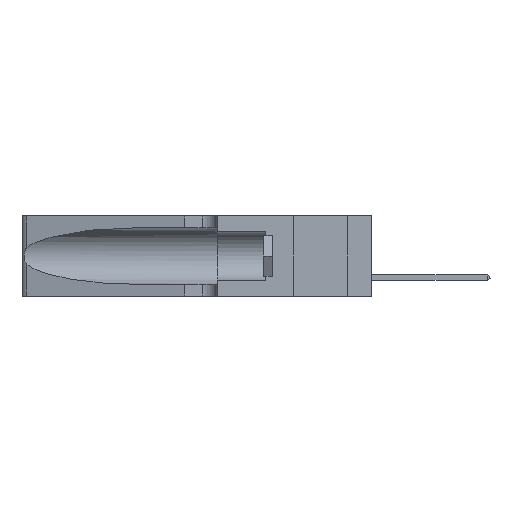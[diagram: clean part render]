
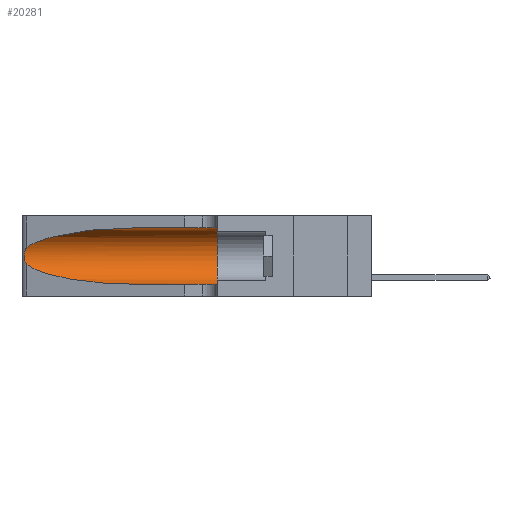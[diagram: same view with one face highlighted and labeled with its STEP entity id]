
A CAD part, left-side view. The second image highlights one B-rep face of the part: STEP entity #20281.
In plain terms, the highlighted cylindrical face has radius 3.308 mm (diameter 6.617 mm), a partial arc.
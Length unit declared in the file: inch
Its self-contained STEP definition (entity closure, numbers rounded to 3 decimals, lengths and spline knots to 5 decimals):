
#199 = CARTESIAN_POINT ( 'NONE',  ( 0.25487, 1.22718, 0.22369 ) ) ;
#1012 = VERTEX_POINT ( 'NONE', #1747 ) ;
#1097 = VERTEX_POINT ( 'NONE', #10899 ) ;
#1747 = CARTESIAN_POINT ( 'NONE',  ( 0.1305, 0.35, 0.05475 ) ) ;
#1956 = CARTESIAN_POINT ( 'NONE',  ( 0.26075, 1.23896, 0.178 ) ) ;
#2052 = CARTESIAN_POINT ( 'NONE',  ( 0.25854, 1.2359, 0.20912 ) ) ;
#2691 = CARTESIAN_POINT ( 'NONE',  ( 0.25856, 1.23593, 0.16098 ) ) ;
#3733 = CARTESIAN_POINT ( 'NONE',  ( 0.1305, 0.72297, 0.31525 ) ) ;
#3810 = ORIENTED_EDGE ( 'NONE', *, *, #15642, .T. ) ;
#3928 = DIRECTION ( 'NONE',  ( 0., -1., 0. ) ) ;
#4047 = ORIENTED_EDGE ( 'NONE', *, *, #11155, .T. ) ;
#4600 = LINE ( 'NONE', #6542, #12075 ) ;
#4615 = CARTESIAN_POINT ( 'NONE',  ( 0.25555, 1.22993, 0.14849 ) ) ;
#4630 = EDGE_CURVE ( 'NONE', #6744, #24219, #22781, .T. ) ;
#4801 = CARTESIAN_POINT ( 'NONE',  ( 0.2373, 1.15595, 0.08982 ) ) ;
#4896 = CARTESIAN_POINT ( 'NONE',  ( 0.25487, 1.22718, 0.14631 ) ) ;
#5632 = CARTESIAN_POINT ( 'NONE',  ( 0.25787, 1.23484, 0.2124 ) ) ;
#6362 = CARTESIAN_POINT ( 'NONE',  ( 0.1305, 1.61858, 0.185 ) ) ;
#6542 = CARTESIAN_POINT ( 'NONE',  ( 0.1305, 1.61858, 0.05475 ) ) ;
#6593 = CARTESIAN_POINT ( 'NONE',  ( 0.1305, 1.61858, 0.31525 ) ) ;
#6744 = VERTEX_POINT ( 'NONE', #7754 ) ;
#7128 = CARTESIAN_POINT ( 'NONE',  ( 0.1305, 0.72297, 0.05475 ) ) ;
#7162 = ORIENTED_EDGE ( 'NONE', *, *, #4630, .F. ) ;
#7222 = ORIENTED_EDGE ( 'NONE', *, *, #24691, .F. ) ;
#7754 = CARTESIAN_POINT ( 'NONE',  ( 0.1305, 0.72297, 0.31525 ) ) ;
#10443 = B_SPLINE_CURVE_WITH_KNOTS ( 'NONE', 3,
 ( #24864, #19044, #23816, #5632, #2052, #13518, #17794, #1956, #20266, #2691, #27703, #16260, #4615, #18874 ),
 .UNSPECIFIED., .F., .F.,
 ( 4, 2, 2, 2, 2, 2, 4 ),
 ( 0., 0.00027, 0.00053, 0.00107, 0.0016, 0.00187, 0.00214 ),
 .UNSPECIFIED. ) ;
#10642 = CARTESIAN_POINT ( 'NONE',  ( 0.18966, 0.96281, 0.31525 ) ) ;
#10899 = CARTESIAN_POINT ( 'NONE',  ( 0.25487, 1.22718, 0.14631 ) ) ;
#11155 = EDGE_CURVE ( 'NONE', #25431, #1097, #10443, .T. ) ;
#12075 = VECTOR ( 'NONE', #3928, 39.37008 ) ;
#12674 = AXIS2_PLACEMENT_3D ( 'NONE', #18416, #20534, #16352 ) ;
#12764 = VECTOR ( 'NONE', #25448, 39.37008 ) ;
#13518 = CARTESIAN_POINT ( 'NONE',  ( 0.26018, 1.23835, 0.19895 ) ) ;
#14056 = CARTESIAN_POINT ( 'NONE',  ( 0.18966, 0.96281, 0.05475 ) ) ;
#15186 =( BOUNDED_CURVE ( )  B_SPLINE_CURVE ( 3, ( #3733, #10642, #17506, #19761 ),
 .UNSPECIFIED., .F., .F. ) 
 B_SPLINE_CURVE_WITH_KNOTS ( ( 4, 4 ),
 ( 1.5708, 2.84003 ),
 .UNSPECIFIED. ) 
 CURVE ( )  GEOMETRIC_REPRESENTATION_ITEM ( )  RATIONAL_B_SPLINE_CURVE ( ( 1., 0.87, 0.87, 1. ) ) 
 REPRESENTATION_ITEM ( '' )  );
#15642 = EDGE_CURVE ( 'NONE', #1097, #26151, #24944, .T. ) ;
#15939 = EDGE_CURVE ( 'NONE', #6744, #25431, #15186, .T. ) ;
#15969 = EDGE_CURVE ( 'NONE', #26151, #1012, #4600, .T. ) ;
#16260 = CARTESIAN_POINT ( 'NONE',  ( 0.25639, 1.23186, 0.15144 ) ) ;
#16348 = FACE_OUTER_BOUND ( 'NONE', #20620, .T. ) ;
#16352 = DIRECTION ( 'NONE',  ( 0., 0., 1. ) ) ;
#17506 = CARTESIAN_POINT ( 'NONE',  ( 0.2373, 1.15595, 0.28018 ) ) ;
#17750 = CARTESIAN_POINT ( 'NONE',  ( 0.1305, 0.35, 0.31525 ) ) ;
#17794 = CARTESIAN_POINT ( 'NONE',  ( 0.26075, 1.23896, 0.19203 ) ) ;
#18416 = CARTESIAN_POINT ( 'NONE',  ( 0.1305, 0.35, 0.185 ) ) ;
#18705 = CARTESIAN_POINT ( 'NONE',  ( 0.1305, 0.72297, 0.05475 ) ) ;
#18837 = DIRECTION ( 'NONE',  ( 0., -1., 0. ) ) ;
#18874 = CARTESIAN_POINT ( 'NONE',  ( 0.25487, 1.22718, 0.14631 ) ) ;
#19044 = CARTESIAN_POINT ( 'NONE',  ( 0.25555, 1.22994, 0.2215 ) ) ;
#19761 = CARTESIAN_POINT ( 'NONE',  ( 0.25487, 1.22718, 0.22369 ) ) ;
#20266 = CARTESIAN_POINT ( 'NONE',  ( 0.26017, 1.23833, 0.17102 ) ) ;
#20281 = ADVANCED_FACE ( 'NONE', ( #16348 ), #26806, .F. ) ;
#20534 = DIRECTION ( 'NONE',  ( 0., 1., 0. ) ) ;
#20620 = EDGE_LOOP ( 'NONE', ( #27606, #4047, #3810, #27179, #7222, #7162 ) ) ;
#22781 = LINE ( 'NONE', #6593, #12764 ) ;
#23406 = DIRECTION ( 'NONE',  ( 0., 0., -1. ) ) ;
#23816 = CARTESIAN_POINT ( 'NONE',  ( 0.25639, 1.23184, 0.21858 ) ) ;
#24128 = CIRCLE ( 'NONE', #12674, 0.13025 ) ;
#24219 = VERTEX_POINT ( 'NONE', #17750 ) ;
#24691 = EDGE_CURVE ( 'NONE', #24219, #1012, #24128, .T. ) ;
#24864 = CARTESIAN_POINT ( 'NONE',  ( 0.25487, 1.22718, 0.22369 ) ) ;
#24944 =( BOUNDED_CURVE ( )  B_SPLINE_CURVE ( 3, ( #4896, #4801, #14056, #18705 ),
 .UNSPECIFIED., .F., .F. ) 
 B_SPLINE_CURVE_WITH_KNOTS ( ( 4, 4 ),
 ( 3.44316, 4.71239 ),
 .UNSPECIFIED. ) 
 CURVE ( )  GEOMETRIC_REPRESENTATION_ITEM ( )  RATIONAL_B_SPLINE_CURVE ( ( 1., 0.87, 0.87, 1. ) ) 
 REPRESENTATION_ITEM ( '' )  );
#25431 = VERTEX_POINT ( 'NONE', #199 ) ;
#25448 = DIRECTION ( 'NONE',  ( 0., -1., 0. ) ) ;
#26151 = VERTEX_POINT ( 'NONE', #7128 ) ;
#26398 = AXIS2_PLACEMENT_3D ( 'NONE', #6362, #18837, #23406 ) ;
#26806 = CYLINDRICAL_SURFACE ( 'NONE', #26398, 0.13025 ) ;
#27179 = ORIENTED_EDGE ( 'NONE', *, *, #15969, .T. ) ;
#27606 = ORIENTED_EDGE ( 'NONE', *, *, #15939, .T. ) ;
#27703 = CARTESIAN_POINT ( 'NONE',  ( 0.25789, 1.23486, 0.15765 ) ) ;
